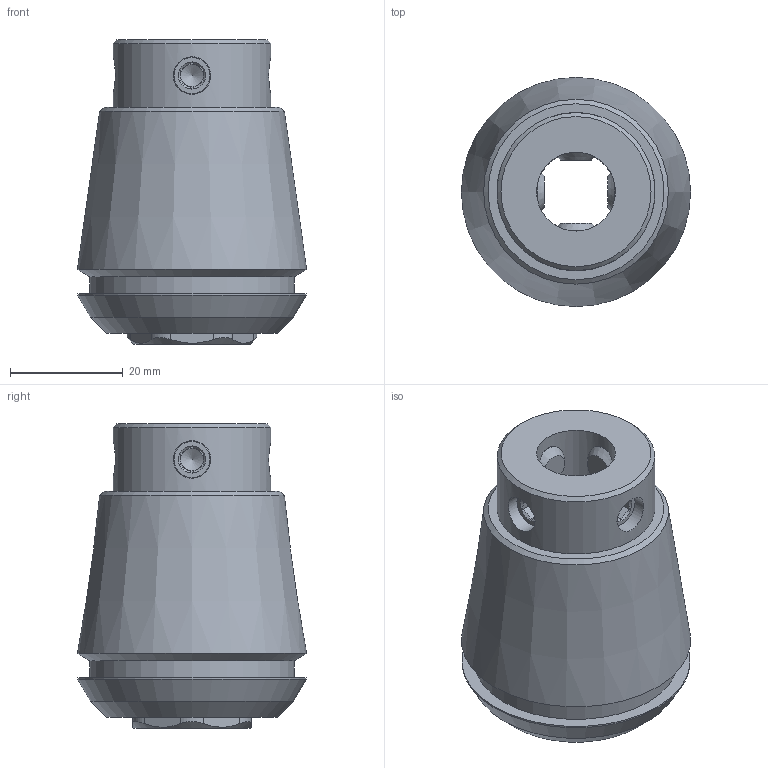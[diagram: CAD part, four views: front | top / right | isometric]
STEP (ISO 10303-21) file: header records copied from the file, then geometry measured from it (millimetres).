
FILE_DESCRIPTION(/* description */ (''),/* implementation_level */ '2;1');
FILE_NAME(/* name */ '154014000.stp',/* time_stamp */ '2021-06-09T12:13:33',/* author */ ('LRA'),/* organization */ ('REGO-FIX'),/* preprocessor_version */ ' Unknown',/* originating_system */ 'SIEMENS PLM Software Solid Edge ST10',/* authorization */ 'Unknown');
FILE_SCHEMA (('AUTOMOTIVE_DESIGN { 1 0 10303 214 2 1 1}'));
Length unit declared in the file: millimetre
Products named in the file (1): NOCUT
Bounding box: 40.64 x 40.64 x 54 mm (x, y, z)
Volume: 41389.5 mm3; surface area: 11222.4 mm2
Topology: 1 solids, 1 shells, 122 faces, 299 edges, 189 vertices
Faces by surface type: plane 68, cylinder 31, cone 23
Full cylindrical faces by diameter (mm): 6.647 x4, 14 x1, 23.1 x1, 28 x1, 36.2 x1, 40.55 x1
Entity records: 4236 total; most frequent: CARTESIAN_POINT 836, DIRECTION 500, ORIENTED_EDGE 482, EDGE_CURVE 241, AXIS2_PLACEMENT_3D 205, FACE_BOUND 172, VERTEX_POINT 169, EDGE_LOOP 168
